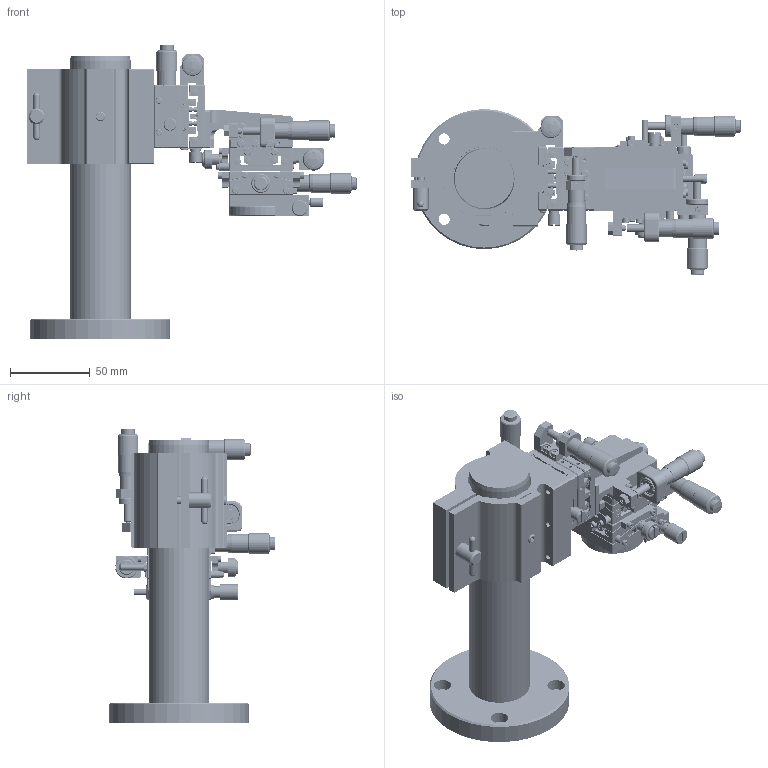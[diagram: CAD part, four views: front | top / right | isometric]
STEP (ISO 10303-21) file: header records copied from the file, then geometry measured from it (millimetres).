
FILE_DESCRIPTION(/* description */ (''),/* implementation_level */ '2;1');
FILE_NAME(/* name */ 'Vertical Mounter 6 axis assembly.stp',/* time_stamp */ '2023-04-17T12:20:36-07:00',/* author */ ('sean'),/* organization */ (''),/* preprocessor_version */ 'ST-DEVELOPER v18.1',/* originating_system */ 'Autodesk Inventor 2022',/* authorisation */ '');
FILE_SCHEMA (('AUTOMOTIVE_DESIGN { 1 0 10303 214 3 1 1 }'));
Length unit declared in the file: millimetre
Products named in the file (8): Vertical Mounter 6 axis assembly; POSB-177UN; SP-133; TSD-401SZ; TSD-403L; GOHT-40A75BMS; KSP-406FP; GOHT-40A60BMS
Assembly tree (8 placements, depth 2):
  Vertical Mounter 6 axis assembly
    POSB-177UN
    SP-133
    TSD-401SZ  x2
    TSD-403L
    GOHT-40A75BMS
    KSP-406FP
    GOHT-40A60BMS
Bounding box: 207.17 x 104.37 x 185.12 mm (x, y, z)
Volume: 532008.2 mm3; surface area: 212485.2 mm2
Topology: 46 solids, 179 shells, 4650 faces, 11276 edges, 7344 vertices
Faces by surface type: plane 2590, cylinder 1471, cone 506, sphere 49, torus 34
Full cylindrical faces by diameter (mm): 1.5 x2, 1.567 x94, 1.6 x17, 1.8 x80, 2 x66, 2.013 x8, 2.113 x40, 2.2 x12, 2.3 x7, 2.4 x41, 2.459 x72, 2.5 x30, 2.6 x19, 3 x69, 3.1 x5, 3.2 x8, 3.242 x26, 3.5 x20, 3.8 x12, 4 x22, 4.134 x1, 4.2 x2, 4.3 x5, 4.5 x75, 4.6 x7, 4.917 x4, 5 x21, 5.1 x1, 5.4 x8, 5.5 x2
Entity records: 121430 total; most frequent: CARTESIAN_POINT 27408, DIRECTION 19749, ORIENTED_EDGE 18740, EDGE_CURVE 9370, AXIS2_PLACEMENT_3D 7178, VERTEX_POINT 6161, LINE 5393, VECTOR 5393
